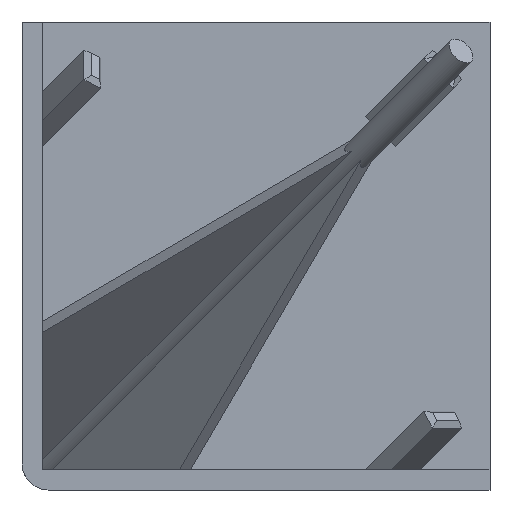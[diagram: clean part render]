
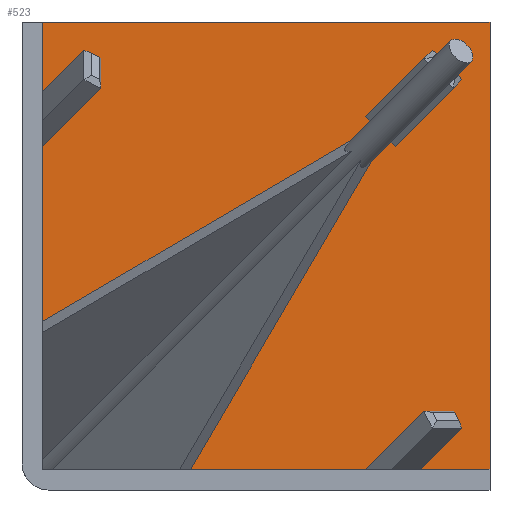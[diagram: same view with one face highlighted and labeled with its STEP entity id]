
A CAD part, left-side view. The second image highlights one B-rep face of the part: STEP entity #523.
In plain terms, the highlighted planar face has unit normal (-1, 0, 0).
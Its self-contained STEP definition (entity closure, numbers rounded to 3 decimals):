
#7 = ORIENTED_EDGE ( 'NONE', *, *, #19, .T. ) ;
#8 = ORIENTED_EDGE ( 'NONE', *, *, #454, .F. ) ;
#9 = ORIENTED_EDGE ( 'NONE', *, *, #20, .T. ) ;
#10 = EDGE_CURVE ( 'NONE', #531, #459, #304, .T. ) ;
#16 = EDGE_CURVE ( 'NONE', #487, #483, #365, .T. ) ;
#17 = EDGE_CURVE ( 'NONE', #486, #487, #371, .T. ) ;
#18 = VERTEX_POINT ( 'NONE', #372 ) ;
#19 = EDGE_CURVE ( 'NONE', #483, #18, #345, .T. ) ;
#20 = EDGE_CURVE ( 'NONE', #18, #486, #358, .T. ) ;
#43 = ORIENTED_EDGE ( 'NONE', *, *, #527, .T. ) ;
#45 = ORIENTED_EDGE ( 'NONE', *, *, #17, .T. ) ;
#46 = EDGE_CURVE ( 'NONE', #159, #484, #439, .T. ) ;
#65 = ORIENTED_EDGE ( 'NONE', *, *, #72, .F. ) ;
#68 = ORIENTED_EDGE ( 'NONE', *, *, #75, .F. ) ;
#69 = ORIENTED_EDGE ( 'NONE', *, *, #526, .T. ) ;
#71 = ORIENTED_EDGE ( 'NONE', *, *, #490, .F. ) ;
#72 = EDGE_CURVE ( 'NONE', #455, #76, #335, .T. ) ;
#74 = ORIENTED_EDGE ( 'NONE', *, *, #247, .F. ) ;
#75 = EDGE_CURVE ( 'NONE', #76, #484, #1352, .T. ) ;
#76 = VERTEX_POINT ( 'NONE', #1386 ) ;
#159 = VERTEX_POINT ( 'NONE', #615 ) ;
#247 = EDGE_CURVE ( 'NONE', #159, #520, #716, .T. ) ;
#304 = LINE ( 'NONE', #305, #307 ) ;
#305 = CARTESIAN_POINT ( 'NONE',  ( 43., 23.03, -21.97 ) ) ;
#306 = DIRECTION ( 'NONE',  ( 0., 0.707, -0.707 ) ) ;
#307 = VECTOR ( 'NONE', #306, 1000. ) ;
#313 = DIRECTION ( 'NONE',  ( 0., -0.707, 0.707 ) ) ;
#319 = DIRECTION ( 'NONE',  ( 0., 0., 1. ) ) ;
#334 = VECTOR ( 'NONE', #336, 1000. ) ;
#335 = LINE ( 'NONE', #337, #334 ) ;
#336 = DIRECTION ( 'NONE',  ( 0., 0., 1. ) ) ;
#337 = CARTESIAN_POINT ( 'NONE',  ( 43., 43., -45. ) ) ;
#340 = CARTESIAN_POINT ( 'NONE',  ( 43., 11.958, -9.13 ) ) ;
#342 = DIRECTION ( 'NONE',  ( 0., 0.707, 0.707 ) ) ;
#344 = VECTOR ( 'NONE', #342, 1000. ) ;
#345 = LINE ( 'NONE', #340, #344 ) ;
#358 = LINE ( 'NONE', #368, #367 ) ;
#361 = DIRECTION ( 'NONE',  ( 0., 0.707, -0.707 ) ) ;
#363 = CARTESIAN_POINT ( 'NONE',  ( 43., 499963.681, -499966.509 ) ) ;
#364 = VECTOR ( 'NONE', #361, 1000. ) ;
#365 = LINE ( 'NONE', #363, #364 ) ;
#366 = CARTESIAN_POINT ( 'NONE',  ( 43., 9.509, -6.681 ) ) ;
#367 = VECTOR ( 'NONE', #313, 1000. ) ;
#368 = CARTESIAN_POINT ( 'NONE',  ( 43., 499966.509, -499963.681 ) ) ;
#369 = DIRECTION ( 'NONE',  ( 0., -0.707, -0.707 ) ) ;
#370 = VECTOR ( 'NONE', #369, 1000. ) ;
#371 = LINE ( 'NONE', #366, #370 ) ;
#372 = CARTESIAN_POINT ( 'NONE',  ( 43., 11.958, -9.13 ) ) ;
#437 = VECTOR ( 'NONE', #319, 1000. ) ;
#438 = CARTESIAN_POINT ( 'NONE',  ( 43., 0., -45. ) ) ;
#439 = LINE ( 'NONE', #438, #437 ) ;
#454 = EDGE_CURVE ( 'NONE', #520, #457, #765, .T. ) ;
#455 = VERTEX_POINT ( 'NONE', #780 ) ;
#457 = VERTEX_POINT ( 'NONE', #778 ) ;
#459 = VERTEX_POINT ( 'NONE', #777 ) ;
#477 = EDGE_LOOP ( 'NONE', ( #45, #524, #7, #9 ) ) ;
#483 = VERTEX_POINT ( 'NONE', #828 ) ;
#484 = VERTEX_POINT ( 'NONE', #841 ) ;
#486 = VERTEX_POINT ( 'NONE', #864 ) ;
#487 = VERTEX_POINT ( 'NONE', #863 ) ;
#490 = EDGE_CURVE ( 'NONE', #459, #455, #857, .T. ) ;
#520 = VERTEX_POINT ( 'NONE', #914 ) ;
#523 = ADVANCED_FACE ( 'NONE', ( #907, #874 ), #906, .T. ) ;
#524 = ORIENTED_EDGE ( 'NONE', *, *, #16, .T. ) ;
#526 = EDGE_CURVE ( 'NONE', #534, #457, #919, .T. ) ;
#527 = EDGE_CURVE ( 'NONE', #531, #534, #920, .T. ) ;
#528 = ORIENTED_EDGE ( 'NONE', *, *, #46, .T. ) ;
#531 = VERTEX_POINT ( 'NONE', #969 ) ;
#532 = EDGE_LOOP ( 'NONE', ( #533, #43, #69, #8, #74, #528, #68, #65, #71 ) ) ;
#533 = ORIENTED_EDGE ( 'NONE', *, *, #10, .F. ) ;
#534 = VERTEX_POINT ( 'NONE', #965 ) ;
#615 = CARTESIAN_POINT ( 'NONE',  ( 43., 0., -43. ) ) ;
#714 = VECTOR ( 'NONE', #720, 1000. ) ;
#716 = LINE ( 'NONE', #721, #714 ) ;
#720 = DIRECTION ( 'NONE',  ( 0., 1., 0. ) ) ;
#721 = CARTESIAN_POINT ( 'NONE',  ( 43., 0., -43. ) ) ;
#765 =( BOUNDED_CURVE ( )  B_SPLINE_CURVE ( 3, ( #822, #821, #820, #819 ),
 .UNSPECIFIED., .F., .F. ) 
 B_SPLINE_CURVE_WITH_KNOTS ( ( 4, 4 ),
 ( 5.236, 5.718 ),
 .UNSPECIFIED. ) 
 CURVE ( )  GEOMETRIC_REPRESENTATION_ITEM ( )  RATIONAL_B_SPLINE_CURVE ( ( 1., 0.981, 0.981, 1. ) ) 
 REPRESENTATION_ITEM ( '' )  );
#777 = CARTESIAN_POINT ( 'NONE',  ( 43., 42.082, -41.022 ) ) ;
#778 = CARTESIAN_POINT ( 'NONE',  ( 43., 41.022, -42.082 ) ) ;
#780 = CARTESIAN_POINT ( 'NONE',  ( 43., 43., -41.285 ) ) ;
#819 = CARTESIAN_POINT ( 'NONE',  ( 43., 41.022, -42.082 ) ) ;
#820 = CARTESIAN_POINT ( 'NONE',  ( 43., 41.035, -42.367 ) ) ;
#821 = CARTESIAN_POINT ( 'NONE',  ( 43., 41.125, -42.679 ) ) ;
#822 = CARTESIAN_POINT ( 'NONE',  ( 43., 41.285, -43. ) ) ;
#828 = CARTESIAN_POINT ( 'NONE',  ( 43., 9.13, -11.958 ) ) ;
#841 = CARTESIAN_POINT ( 'NONE',  ( 43., 0., 0. ) ) ;
#852 = CARTESIAN_POINT ( 'NONE',  ( 43., 43., -41.285 ) ) ;
#853 = CARTESIAN_POINT ( 'NONE',  ( 43., 42.679, -41.125 ) ) ;
#854 = CARTESIAN_POINT ( 'NONE',  ( 43., 42.367, -41.035 ) ) ;
#855 = CARTESIAN_POINT ( 'NONE',  ( 43., 42.082, -41.022 ) ) ;
#857 =( BOUNDED_CURVE ( )  B_SPLINE_CURVE ( 3, ( #855, #854, #853, #852 ),
 .UNSPECIFIED., .F., .T. ) 
 B_SPLINE_CURVE_WITH_KNOTS ( ( 4, 4 ),
 ( 0.565, 1.047 ),
 .UNSPECIFIED. ) 
 CURVE ( )  GEOMETRIC_REPRESENTATION_ITEM ( )  RATIONAL_B_SPLINE_CURVE ( ( 1., 0.981, 0.981, 1. ) ) 
 REPRESENTATION_ITEM ( '' )  );
#863 = CARTESIAN_POINT ( 'NONE',  ( 43., 6.681, -9.509 ) ) ;
#864 = CARTESIAN_POINT ( 'NONE',  ( 43., 9.509, -6.681 ) ) ;
#874 = FACE_OUTER_BOUND ( 'NONE', #532, .T. ) ;
#905 = CARTESIAN_POINT ( 'NONE',  ( 43., 21.97, -23.03 ) ) ;
#906 = PLANE ( 'NONE',  #916 ) ;
#907 = FACE_BOUND ( 'NONE', #477, .T. ) ;
#914 = CARTESIAN_POINT ( 'NONE',  ( 43., 41.285, -43. ) ) ;
#916 = AXIS2_PLACEMENT_3D ( 'NONE', #927, #926, #925 ) ;
#917 = DIRECTION ( 'NONE',  ( 0., 0.707, -0.707 ) ) ;
#918 = VECTOR ( 'NONE', #917, 1000. ) ;
#919 = LINE ( 'NONE', #905, #918 ) ;
#920 = LINE ( 'NONE', #929, #936 ) ;
#925 = DIRECTION ( 'NONE',  ( 0., -1., 0. ) ) ;
#926 = DIRECTION ( 'NONE',  ( -1., 0., 0. ) ) ;
#927 = CARTESIAN_POINT ( 'NONE',  ( 43., 0., -45. ) ) ;
#929 = CARTESIAN_POINT ( 'NONE',  ( 43., 6.821, -51.821 ) ) ;
#934 = DIRECTION ( 'NONE',  ( 0., -0.707, -0.707 ) ) ;
#936 = VECTOR ( 'NONE', #934, 1000. ) ;
#965 = CARTESIAN_POINT ( 'NONE',  ( 43., 28.791, -29.851 ) ) ;
#969 = CARTESIAN_POINT ( 'NONE',  ( 43., 29.851, -28.791 ) ) ;
#1352 = LINE ( 'NONE', #1354, #1355 ) ;
#1353 = DIRECTION ( 'NONE',  ( 0., -1., 0. ) ) ;
#1354 = CARTESIAN_POINT ( 'NONE',  ( 43., 0., 0. ) ) ;
#1355 = VECTOR ( 'NONE', #1353, 1000. ) ;
#1386 = CARTESIAN_POINT ( 'NONE',  ( 43., 43., 0. ) ) ;
